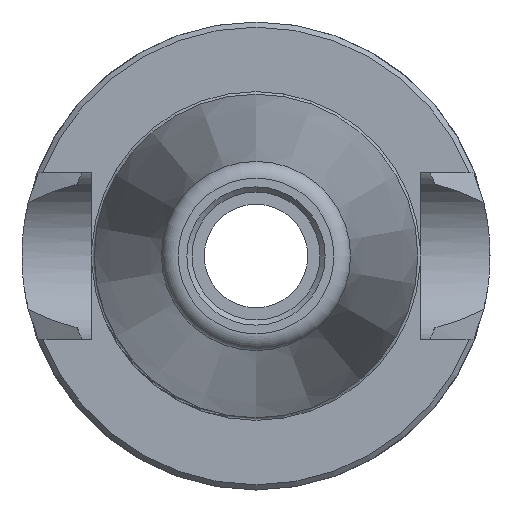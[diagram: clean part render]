
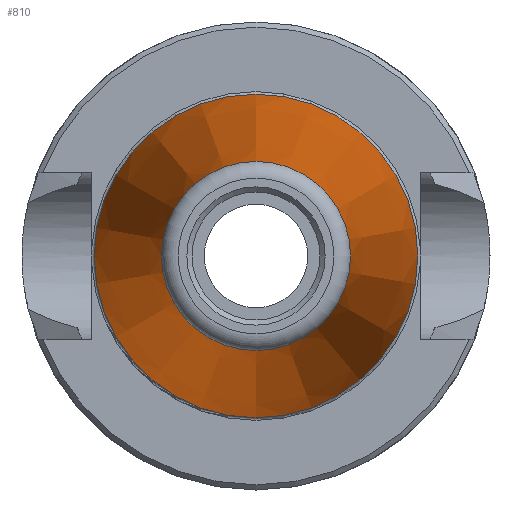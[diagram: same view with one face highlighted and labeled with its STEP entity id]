
A CAD part, left-side view. The second image highlights one B-rep face of the part: STEP entity #810.
In plain terms, the highlighted conical face has half-angle 7.973 degrees and reference radius 15.875 mm.
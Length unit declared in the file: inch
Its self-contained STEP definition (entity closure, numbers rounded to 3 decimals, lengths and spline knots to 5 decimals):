
#54=CONICAL_SURFACE('',#915,0.625,0.139);
#134=FACE_OUTER_BOUND('',#189,.T.);
#189=EDGE_LOOP('',(#625,#626,#627,#628,#629,#630));
#231=LINE('',#1355,#270);
#270=VECTOR('',#1098,0.625);
#322=CIRCLE('',#911,0.36534);
#323=CIRCLE('',#912,0.36534);
#325=CIRCLE('',#916,0.625);
#326=CIRCLE('',#917,0.625);
#379=VERTEX_POINT('',#1343);
#380=VERTEX_POINT('',#1345);
#382=VERTEX_POINT('',#1352);
#383=VERTEX_POINT('',#1353);
#469=EDGE_CURVE('',#379,#380,#322,.T.);
#470=EDGE_CURVE('',#380,#379,#323,.T.);
#472=EDGE_CURVE('',#382,#383,#325,.T.);
#473=EDGE_CURVE('',#383,#380,#231,.T.);
#474=EDGE_CURVE('',#383,#382,#326,.T.);
#625=ORIENTED_EDGE('',*,*,#472,.T.);
#626=ORIENTED_EDGE('',*,*,#473,.T.);
#627=ORIENTED_EDGE('',*,*,#469,.F.);
#628=ORIENTED_EDGE('',*,*,#470,.F.);
#629=ORIENTED_EDGE('',*,*,#473,.F.);
#630=ORIENTED_EDGE('',*,*,#474,.T.);
#810=ADVANCED_FACE('',(#134),#54,.T.);
#911=AXIS2_PLACEMENT_3D('',#1346,#1086,#1087);
#912=AXIS2_PLACEMENT_3D('',#1347,#1088,#1089);
#915=AXIS2_PLACEMENT_3D('',#1351,#1094,#1095);
#916=AXIS2_PLACEMENT_3D('',#1354,#1096,#1097);
#917=AXIS2_PLACEMENT_3D('',#1356,#1099,#1100);
#1086=DIRECTION('center_axis',(-1.,0.,0.));
#1087=DIRECTION('ref_axis',(0.,0.,-1.));
#1088=DIRECTION('center_axis',(-1.,0.,0.));
#1089=DIRECTION('ref_axis',(0.,0.,-1.));
#1094=DIRECTION('center_axis',(1.,0.,0.));
#1095=DIRECTION('ref_axis',(0.,0.,-1.));
#1096=DIRECTION('center_axis',(-1.,0.,0.));
#1097=DIRECTION('ref_axis',(0.,0.,1.));
#1098=DIRECTION('',(-0.99,0.,-0.139));
#1099=DIRECTION('center_axis',(-1.,0.,0.));
#1100=DIRECTION('ref_axis',(0.,0.,1.));
#1343=CARTESIAN_POINT('',(-1.85402,0.,-0.36534));
#1345=CARTESIAN_POINT('',(-1.85402,0.,0.36534));
#1346=CARTESIAN_POINT('Origin',(-1.85402,0.,0.));
#1347=CARTESIAN_POINT('Origin',(-1.85402,0.,0.));
#1351=CARTESIAN_POINT('Origin',(0.,0.,0.));
#1352=CARTESIAN_POINT('',(0.,0.,-0.625));
#1353=CARTESIAN_POINT('',(0.,0.,0.625));
#1354=CARTESIAN_POINT('Origin',(0.,0.,0.));
#1355=CARTESIAN_POINT('',(0.,0.,0.625));
#1356=CARTESIAN_POINT('Origin',(0.,0.,0.));
